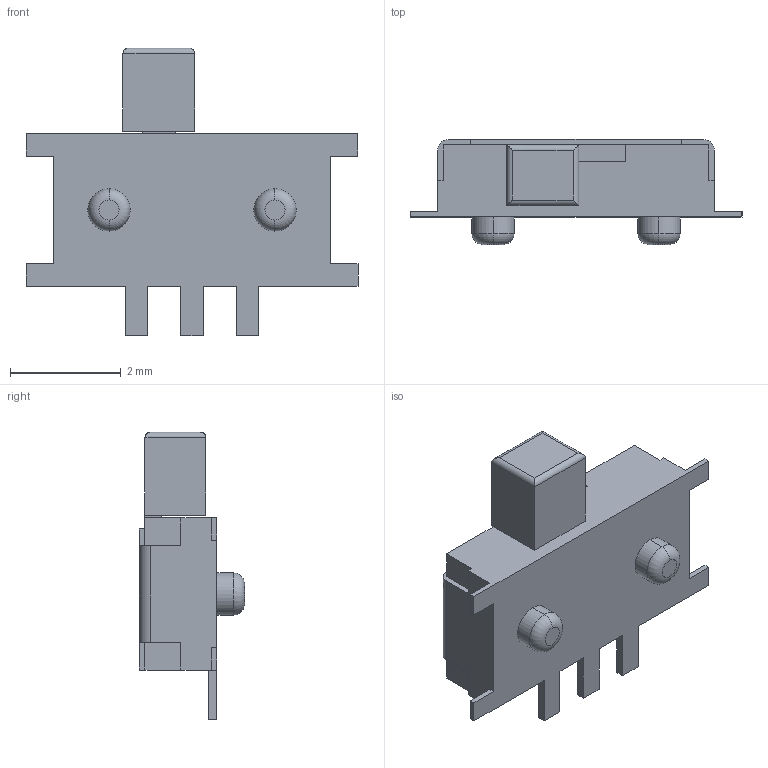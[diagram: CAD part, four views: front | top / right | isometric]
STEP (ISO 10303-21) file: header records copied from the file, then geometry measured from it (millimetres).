
FILE_DESCRIPTION (( 'STEP AP214' ), '1' );
FILE_NAME ('0D86F80B-E9DE-41B1-A6D3-8E78576992DD.STEP', '2025-09-04T03:03:38', ( '' ), ( '' ), 'SwSTEP 2.0', 'SolidWorks 2022', '' );
FILE_SCHEMA (( 'AUTOMOTIVE_DESIGN' ));
Length unit declared in the file: millimetre
Products named in the file (1): 0D86F80B-E9DE-41B1-A6D3-8E78576992DD
Bounding box: 6 x 1.9 x 5.2 mm (x, y, z)
Volume: 21.3 mm3; surface area: 71 mm2
Topology: 2 solids, 2 shells, 82 faces, 218 edges, 142 vertices
Faces by surface type: plane 68, cylinder 10, torus 4
Entity records: 3447 total; most frequent: CARTESIAN_POINT 455, ORIENTED_EDGE 436, DIRECTION 400, EDGE_CURVE 218, LINE 194, VECTOR 194, VERTEX_POINT 142, AXIS2_PLACEMENT_3D 103
